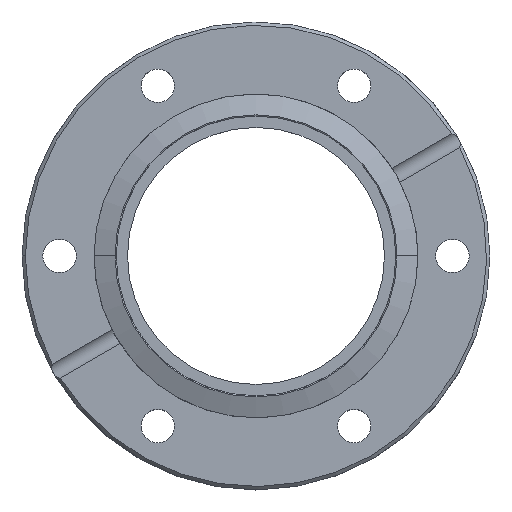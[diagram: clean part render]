
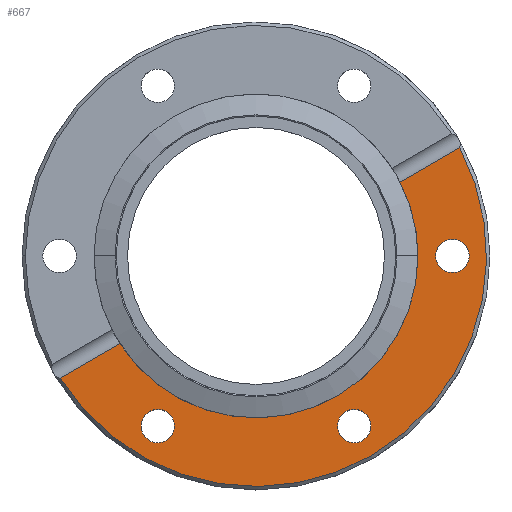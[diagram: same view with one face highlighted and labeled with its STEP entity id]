
A CAD part, top view. The second image highlights one B-rep face of the part: STEP entity #667.
In plain terms, the highlighted planar face has unit normal (0, 0, 1).
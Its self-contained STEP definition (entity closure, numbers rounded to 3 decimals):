
#5 = PLANE ( 'NONE',  #682 ) ;
#16 = CIRCLE ( 'NONE', #1396, 34.45 ) ;
#17 = AXIS2_PLACEMENT_3D ( 'NONE', #99, #727, #1254 ) ;
#27 = EDGE_CURVE ( 'NONE', #1615, #796, #439, .T. ) ;
#47 = ORIENTED_EDGE ( 'NONE', *, *, #355, .F. ) ;
#53 = EDGE_LOOP ( 'NONE', ( #57, #505, #834, #376, #1463 ) ) ;
#54 = CARTESIAN_POINT ( 'NONE',  ( 19.2, 0., 0. ) ) ;
#57 = ORIENTED_EDGE ( 'NONE', *, *, #776, .T. ) ;
#61 = FACE_BOUND ( 'NONE', #259, .T. ) ;
#99 = CARTESIAN_POINT ( 'NONE',  ( -14.675, -25.418, 0. ) ) ;
#112 = CARTESIAN_POINT ( 'NONE',  ( 31.85, 0., 0. ) ) ;
#135 = DIRECTION ( 'NONE',  ( -1., 0., 0. ) ) ;
#211 = CARTESIAN_POINT ( 'NONE',  ( 26.85, 0., 0. ) ) ;
#233 = VERTEX_POINT ( 'NONE', #1237 ) ;
#239 = ORIENTED_EDGE ( 'NONE', *, *, #441, .F. ) ;
#253 = VERTEX_POINT ( 'NONE', #211 ) ;
#259 = EDGE_LOOP ( 'NONE', ( #47, #960 ) ) ;
#282 = VERTEX_POINT ( 'NONE', #555 ) ;
#284 = AXIS2_PLACEMENT_3D ( 'NONE', #1102, #1097, #1089 ) ;
#292 = CARTESIAN_POINT ( 'NONE',  ( 12.175, -25.418, 0. ) ) ;
#355 = EDGE_CURVE ( 'NONE', #863, #1564, #694, .T. ) ;
#357 = CARTESIAN_POINT ( 'NONE',  ( 24.2, 0., 0. ) ) ;
#375 = EDGE_CURVE ( 'NONE', #796, #1615, #1012, .T. ) ;
#376 = ORIENTED_EDGE ( 'NONE', *, *, #668, .F. ) ;
#385 = CIRCLE ( 'NONE', #603, 24.2 ) ;
#400 = CARTESIAN_POINT ( 'NONE',  ( 21.532, 11.046, 0. ) ) ;
#405 = EDGE_CURVE ( 'NONE', #233, #282, #529, .T. ) ;
#406 = DIRECTION ( 'NONE',  ( 1., 0., 0. ) ) ;
#415 = AXIS2_PLACEMENT_3D ( 'NONE', #923, #914, #907 ) ;
#439 = CIRCLE ( 'NONE', #17, 2.5 ) ;
#441 = EDGE_CURVE ( 'NONE', #1255, #253, #1111, .T. ) ;
#474 = FACE_BOUND ( 'NONE', #1099, .T. ) ;
#476 = CARTESIAN_POINT ( 'NONE',  ( 0., 0., 0. ) ) ;
#486 = DIRECTION ( 'NONE',  ( 0., 0., 1. ) ) ;
#505 = ORIENTED_EDGE ( 'NONE', *, *, #698, .T. ) ;
#529 = LINE ( 'NONE', #1277, #1145 ) ;
#555 = CARTESIAN_POINT ( 'NONE',  ( -29.216, -18.254, 0. ) ) ;
#564 = AXIS2_PLACEMENT_3D ( 'NONE', #711, #654, #650 ) ;
#589 = EDGE_LOOP ( 'NONE', ( #239, #724 ) ) ;
#593 = VERTEX_POINT ( 'NONE', #400 ) ;
#603 = AXIS2_PLACEMENT_3D ( 'NONE', #1436, #1433, #1147 ) ;
#650 = DIRECTION ( 'NONE',  ( 1., 0., 0. ) ) ;
#654 = DIRECTION ( 'NONE',  ( 0., 0., 1. ) ) ;
#667 = ADVANCED_FACE ( 'NONE', ( #61, #474, #766, #1393 ), #5, .F. ) ;
#668 = EDGE_CURVE ( 'NONE', #233, #1439, #385, .T. ) ;
#682 = AXIS2_PLACEMENT_3D ( 'NONE', #54, #1034, #135 ) ;
#683 = CARTESIAN_POINT ( 'NONE',  ( -12.175, -25.418, 0. ) ) ;
#694 = CIRCLE ( 'NONE', #962, 2.5 ) ;
#698 = EDGE_CURVE ( 'NONE', #829, #593, #730, .T. ) ;
#711 = CARTESIAN_POINT ( 'NONE',  ( 29.35, 0., 0. ) ) ;
#724 = ORIENTED_EDGE ( 'NONE', *, *, #1374, .F. ) ;
#727 = DIRECTION ( 'NONE',  ( 0., 0., 1. ) ) ;
#730 = LINE ( 'NONE', #1139, #1011 ) ;
#766 = FACE_BOUND ( 'NONE', #589, .T. ) ;
#776 = EDGE_CURVE ( 'NONE', #282, #829, #16, .T. ) ;
#796 = VERTEX_POINT ( 'NONE', #1591 ) ;
#829 = VERTEX_POINT ( 'NONE', #1381 ) ;
#834 = ORIENTED_EDGE ( 'NONE', *, *, #1180, .F. ) ;
#863 = VERTEX_POINT ( 'NONE', #1088 ) ;
#881 = AXIS2_PLACEMENT_3D ( 'NONE', #1421, #1410, #1387 ) ;
#907 = DIRECTION ( 'NONE',  ( 1., 0., 0. ) ) ;
#914 = DIRECTION ( 'NONE',  ( 0., 0., 1. ) ) ;
#921 = CARTESIAN_POINT ( 'NONE',  ( 14.675, -25.418, 0. ) ) ;
#923 = CARTESIAN_POINT ( 'NONE',  ( 0., 0., 0. ) ) ;
#960 = ORIENTED_EDGE ( 'NONE', *, *, #1322, .F. ) ;
#962 = AXIS2_PLACEMENT_3D ( 'NONE', #1457, #1455, #1450 ) ;
#1011 = VECTOR ( 'NONE', #1336, 1000. ) ;
#1012 = CIRCLE ( 'NONE', #881, 2.5 ) ;
#1024 = DIRECTION ( 'NONE',  ( 0., 0., 1. ) ) ;
#1034 = DIRECTION ( 'NONE',  ( 0., 0., -1. ) ) ;
#1074 = CIRCLE ( 'NONE', #1232, 2.5 ) ;
#1079 = ORIENTED_EDGE ( 'NONE', *, *, #27, .F. ) ;
#1088 = CARTESIAN_POINT ( 'NONE',  ( 17.175, -25.418, 0. ) ) ;
#1089 = DIRECTION ( 'NONE',  ( 1., 0., 0. ) ) ;
#1097 = DIRECTION ( 'NONE',  ( 0., 0., 1. ) ) ;
#1099 = EDGE_LOOP ( 'NONE', ( #1079, #1269 ) ) ;
#1102 = CARTESIAN_POINT ( 'NONE',  ( 29.35, 0., 0. ) ) ;
#1111 = CIRCLE ( 'NONE', #284, 2.5 ) ;
#1139 = CARTESIAN_POINT ( 'NONE',  ( -40.746, -24.911, 0. ) ) ;
#1145 = VECTOR ( 'NONE', #1256, 1000. ) ;
#1147 = DIRECTION ( 'NONE',  ( 1., 0., 0. ) ) ;
#1180 = EDGE_CURVE ( 'NONE', #1439, #593, #1347, .T. ) ;
#1232 = AXIS2_PLACEMENT_3D ( 'NONE', #921, #1024, #1543 ) ;
#1237 = CARTESIAN_POINT ( 'NONE',  ( -20.332, -13.124, 0. ) ) ;
#1254 = DIRECTION ( 'NONE',  ( 1., 0., 0. ) ) ;
#1255 = VERTEX_POINT ( 'NONE', #112 ) ;
#1256 = DIRECTION ( 'NONE',  ( -0.866, -0.5, 0. ) ) ;
#1269 = ORIENTED_EDGE ( 'NONE', *, *, #375, .F. ) ;
#1277 = CARTESIAN_POINT ( 'NONE',  ( -40.746, -24.911, 0. ) ) ;
#1322 = EDGE_CURVE ( 'NONE', #1564, #863, #1074, .T. ) ;
#1336 = DIRECTION ( 'NONE',  ( -0.866, -0.5, 0. ) ) ;
#1347 = CIRCLE ( 'NONE', #415, 24.2 ) ;
#1374 = EDGE_CURVE ( 'NONE', #253, #1255, #1494, .T. ) ;
#1381 = CARTESIAN_POINT ( 'NONE',  ( 30.416, 16.175, 0. ) ) ;
#1387 = DIRECTION ( 'NONE',  ( 1., 0., 0. ) ) ;
#1393 = FACE_OUTER_BOUND ( 'NONE', #53, .T. ) ;
#1396 = AXIS2_PLACEMENT_3D ( 'NONE', #476, #486, #406 ) ;
#1410 = DIRECTION ( 'NONE',  ( 0., 0., 1. ) ) ;
#1421 = CARTESIAN_POINT ( 'NONE',  ( -14.675, -25.418, 0. ) ) ;
#1433 = DIRECTION ( 'NONE',  ( 0., 0., 1. ) ) ;
#1436 = CARTESIAN_POINT ( 'NONE',  ( 0., 0., 0. ) ) ;
#1439 = VERTEX_POINT ( 'NONE', #357 ) ;
#1450 = DIRECTION ( 'NONE',  ( 1., 0., 0. ) ) ;
#1455 = DIRECTION ( 'NONE',  ( 0., 0., 1. ) ) ;
#1457 = CARTESIAN_POINT ( 'NONE',  ( 14.675, -25.418, 0. ) ) ;
#1463 = ORIENTED_EDGE ( 'NONE', *, *, #405, .T. ) ;
#1494 = CIRCLE ( 'NONE', #564, 2.5 ) ;
#1543 = DIRECTION ( 'NONE',  ( 1., 0., 0. ) ) ;
#1564 = VERTEX_POINT ( 'NONE', #292 ) ;
#1591 = CARTESIAN_POINT ( 'NONE',  ( -17.175, -25.418, 0. ) ) ;
#1615 = VERTEX_POINT ( 'NONE', #683 ) ;
